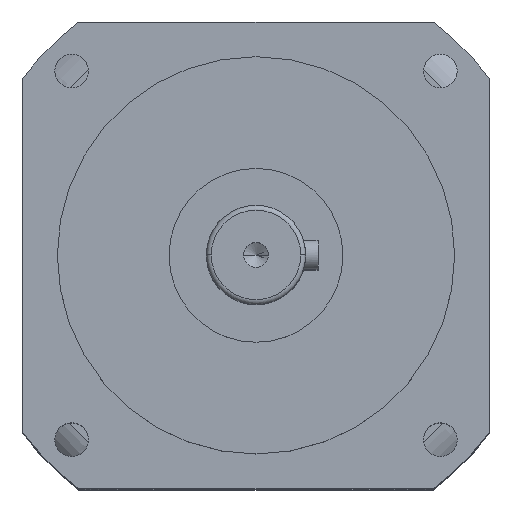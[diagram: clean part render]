
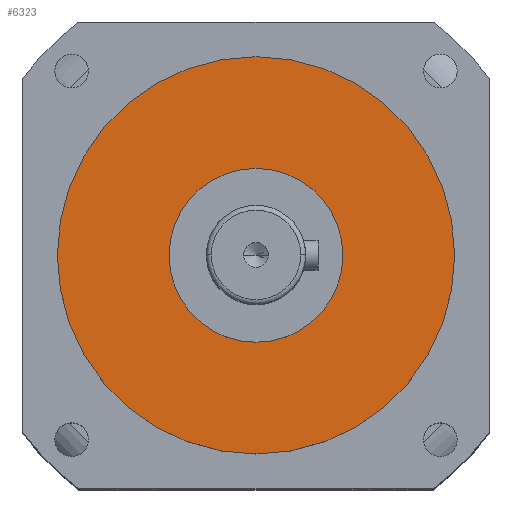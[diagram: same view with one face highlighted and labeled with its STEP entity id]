
A CAD part, top view. The second image highlights one B-rep face of the part: STEP entity #6323.
In plain terms, the highlighted planar face has unit normal (0, 0, 1).
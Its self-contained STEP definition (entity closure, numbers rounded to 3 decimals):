
#72 = CARTESIAN_POINT ( 'NONE',  ( -17.5, 0., -50. ) ) ;
#594 = CARTESIAN_POINT ( 'NONE',  ( 0., 0., -50. ) ) ;
#607 = DIRECTION ( 'NONE',  ( 0., 0., 1. ) ) ;
#611 = DIRECTION ( 'NONE',  ( 1., 0., 0. ) ) ;
#742 = EDGE_CURVE ( 'NONE', #7854, #7689, #9144, .T. ) ;
#975 = EDGE_CURVE ( 'NONE', #6782, #3213, #2152, .T. ) ;
#1318 = AXIS2_PLACEMENT_3D ( 'NONE', #3918, #3926, #3938 ) ;
#1849 = CARTESIAN_POINT ( 'NONE',  ( 40., 0., -50. ) ) ;
#1850 = ORIENTED_EDGE ( 'NONE', *, *, #975, .F. ) ;
#2152 = CIRCLE ( 'NONE', #3271, 17.5 ) ;
#2364 = ORIENTED_EDGE ( 'NONE', *, *, #7807, .T. ) ;
#2589 = DIRECTION ( 'NONE',  ( 0., 0., 1. ) ) ;
#2919 = CARTESIAN_POINT ( 'NONE',  ( -40., 0., -50. ) ) ;
#3213 = VERTEX_POINT ( 'NONE', #7321 ) ;
#3271 = AXIS2_PLACEMENT_3D ( 'NONE', #594, #607, #611 ) ;
#3576 = DIRECTION ( 'NONE',  ( 0., 0., 1. ) ) ;
#3640 = AXIS2_PLACEMENT_3D ( 'NONE', #7995, #3576, #8693 ) ;
#3918 = CARTESIAN_POINT ( 'NONE',  ( 0., 0., -50. ) ) ;
#3926 = DIRECTION ( 'NONE',  ( 0., 0., 1. ) ) ;
#3938 = DIRECTION ( 'NONE',  ( 1., 0., 0. ) ) ;
#4393 = DIRECTION ( 'NONE',  ( -1., 0., 0. ) ) ;
#4641 = DIRECTION ( 'NONE',  ( 0., 0., -1. ) ) ;
#4894 = EDGE_LOOP ( 'NONE', ( #5867, #1850 ) ) ;
#5209 = ORIENTED_EDGE ( 'NONE', *, *, #742, .T. ) ;
#5233 = FACE_OUTER_BOUND ( 'NONE', #9355, .T. ) ;
#5583 = CARTESIAN_POINT ( 'NONE',  ( 0., 40., -50. ) ) ;
#5867 = ORIENTED_EDGE ( 'NONE', *, *, #8465, .F. ) ;
#6196 = CIRCLE ( 'NONE', #3640, 17.5 ) ;
#6323 = ADVANCED_FACE ( 'NONE', ( #8357, #5233 ), #8206, .F. ) ;
#6708 = AXIS2_PLACEMENT_3D ( 'NONE', #7031, #2589, #7742 ) ;
#6782 = VERTEX_POINT ( 'NONE', #72 ) ;
#7031 = CARTESIAN_POINT ( 'NONE',  ( 0., 0., -50. ) ) ;
#7321 = CARTESIAN_POINT ( 'NONE',  ( 17.5, 0., -50. ) ) ;
#7689 = VERTEX_POINT ( 'NONE', #2919 ) ;
#7742 = DIRECTION ( 'NONE',  ( 1., 0., 0. ) ) ;
#7807 = EDGE_CURVE ( 'NONE', #7689, #7854, #9500, .T. ) ;
#7854 = VERTEX_POINT ( 'NONE', #1849 ) ;
#7995 = CARTESIAN_POINT ( 'NONE',  ( 0., 0., -50. ) ) ;
#8206 = PLANE ( 'NONE',  #9399 ) ;
#8357 = FACE_BOUND ( 'NONE', #4894, .T. ) ;
#8465 = EDGE_CURVE ( 'NONE', #3213, #6782, #6196, .T. ) ;
#8693 = DIRECTION ( 'NONE',  ( 1., 0., 0. ) ) ;
#9144 = CIRCLE ( 'NONE', #1318, 40. ) ;
#9355 = EDGE_LOOP ( 'NONE', ( #5209, #2364 ) ) ;
#9399 = AXIS2_PLACEMENT_3D ( 'NONE', #5583, #4641, #4393 ) ;
#9500 = CIRCLE ( 'NONE', #6708, 40. ) ;
